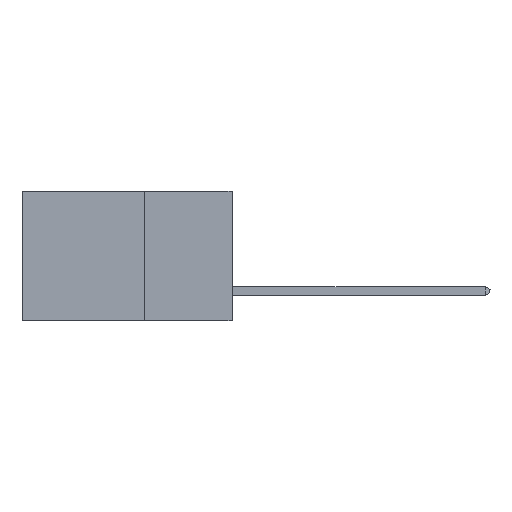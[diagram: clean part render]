
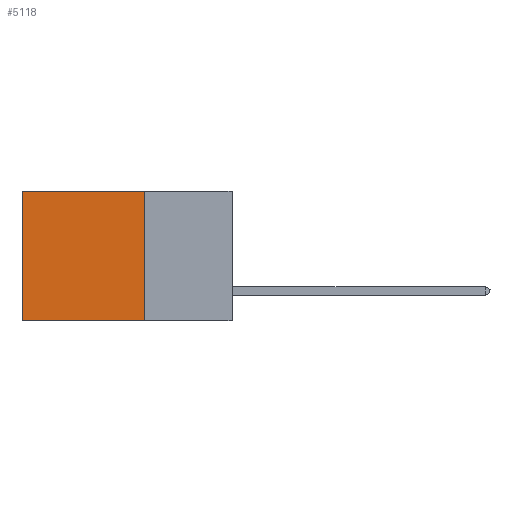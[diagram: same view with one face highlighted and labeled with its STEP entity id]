
A CAD part, left-side view. The second image highlights one B-rep face of the part: STEP entity #5118.
In plain terms, the highlighted planar face has unit normal (-1, 0, 0).
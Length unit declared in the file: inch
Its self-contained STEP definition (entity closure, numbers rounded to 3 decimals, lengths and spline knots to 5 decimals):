
#792 = CARTESIAN_POINT ( 'NONE',  ( 0.2875, 0.25, 0. ) ) ;
#1181 = DIRECTION ( 'NONE',  ( 0., 0., -1. ) ) ;
#1450 = CARTESIAN_POINT ( 'NONE',  ( 0.2875, 0.25, -0.37 ) ) ;
#2373 = VERTEX_POINT ( 'NONE', #13272 ) ;
#3923 = DIRECTION ( 'NONE',  ( 0., 1., 0. ) ) ;
#5070 = EDGE_CURVE ( 'NONE', #2373, #13819, #19578, .T. ) ;
#5118 = ADVANCED_FACE ( 'NONE', ( #22373 ), #16224, .F. ) ;
#6249 = ORIENTED_EDGE ( 'NONE', *, *, #13522, .F. ) ;
#8178 = ORIENTED_EDGE ( 'NONE', *, *, #14743, .T. ) ;
#10190 = AXIS2_PLACEMENT_3D ( 'NONE', #31072, #30801, #36777 ) ;
#11085 = EDGE_CURVE ( 'NONE', #12895, #21715, #15527, .T. ) ;
#12895 = VERTEX_POINT ( 'NONE', #792 ) ;
#13173 = CARTESIAN_POINT ( 'NONE',  ( 0.2875, 0.6, 0. ) ) ;
#13272 = CARTESIAN_POINT ( 'NONE',  ( 0.2875, 0.25, -0.37 ) ) ;
#13522 = EDGE_CURVE ( 'NONE', #12895, #2373, #37638, .T. ) ;
#13819 = VERTEX_POINT ( 'NONE', #13820 ) ;
#13820 = CARTESIAN_POINT ( 'NONE',  ( 0.2875, 0.6, -0.37 ) ) ;
#14743 = EDGE_CURVE ( 'NONE', #21715, #13819, #30151, .T. ) ;
#15393 = DIRECTION ( 'NONE',  ( 0., 0., -1. ) ) ;
#15527 = LINE ( 'NONE', #27106, #24739 ) ;
#16224 = PLANE ( 'NONE',  #10190 ) ;
#19578 = LINE ( 'NONE', #1450, #36225 ) ;
#20432 = VECTOR ( 'NONE', #15393, 39.37008 ) ;
#21715 = VERTEX_POINT ( 'NONE', #13173 ) ;
#21896 = VECTOR ( 'NONE', #1181, 39.37008 ) ;
#22373 = FACE_OUTER_BOUND ( 'NONE', #29657, .T. ) ;
#24739 = VECTOR ( 'NONE', #3923, 39.37008 ) ;
#25127 = DIRECTION ( 'NONE',  ( 0., 1., 0. ) ) ;
#27106 = CARTESIAN_POINT ( 'NONE',  ( 0.2875, 0.25, 0. ) ) ;
#29657 = EDGE_LOOP ( 'NONE', ( #8178, #34296, #6249, #36168 ) ) ;
#30151 = LINE ( 'NONE', #32952, #20432 ) ;
#30801 = DIRECTION ( 'NONE',  ( 1., 0., 0. ) ) ;
#31072 = CARTESIAN_POINT ( 'NONE',  ( 0.2875, 0.25, 0. ) ) ;
#32952 = CARTESIAN_POINT ( 'NONE',  ( 0.2875, 0.6, 0. ) ) ;
#34296 = ORIENTED_EDGE ( 'NONE', *, *, #5070, .F. ) ;
#36168 = ORIENTED_EDGE ( 'NONE', *, *, #11085, .T. ) ;
#36225 = VECTOR ( 'NONE', #25127, 39.37008 ) ;
#36642 = CARTESIAN_POINT ( 'NONE',  ( 0.2875, 0.25, 0. ) ) ;
#36777 = DIRECTION ( 'NONE',  ( 0., 0., -1. ) ) ;
#37638 = LINE ( 'NONE', #36642, #21896 ) ;
